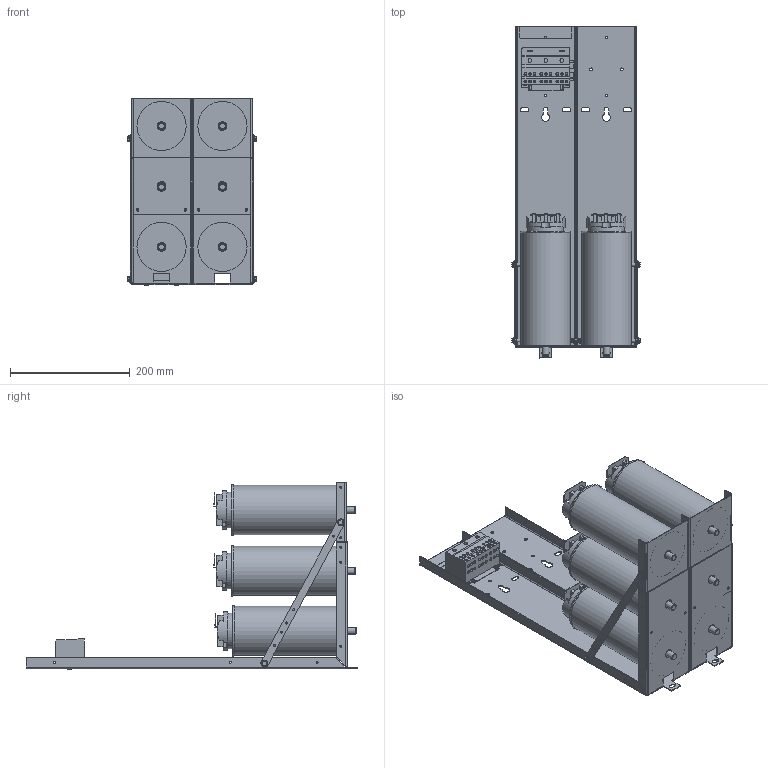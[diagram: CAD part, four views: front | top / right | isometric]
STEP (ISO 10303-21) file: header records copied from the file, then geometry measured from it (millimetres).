
FILE_DESCRIPTION(/* description */ (''),/* implementation_level */ '2;1');
FILE_NAME(/* name */ 'KPCUL060C64.stp',/* time_stamp */ '2020-06-29T15:17:44-05:00',/* author */ ('jnelson'),/* organization */ (''),/* preprocessor_version */ 'ST-DEVELOPER v17',/* originating_system */ 'Autodesk Inventor 2019',/* authorisation */ '');
FILE_SCHEMA (('AUTOMOTIVE_DESIGN { 1 0 10303 214 3 1 1 }'));
Length unit declared in the file: inch
Products named in the file (13): KPCUL060C64; MASTER 600V  ASSEMBLY 6 CAPS HOLE TRAY ALTECH 38073 (27934); 27938; 27937; 2555; 23910; 27934; 23837; 27943; 25441; 27791-A; 27945; 28568
Assembly tree (35 placements, depth 3):
  KPCUL060C64
    MASTER 600V  ASSEMBLY 6 CAPS HOLE TRAY ALTECH 38073 (27934)
      27943  x2
      27791-A  x3
      27938  x2
      27937
      2555  x2
      25441  x4
      27945  x2
      23910  x10
      27934
      23837
    28568  x6
Bounding box: 213.74 x 553.72 x 313.31 mm (x, y, z)
Volume: 6886194.3 mm3; surface area: 1008219.6 mm2
Topology: 34 solids, 34 shells, 1525 faces, 4104 edges, 2714 vertices
Faces by surface type: plane 1044, cylinder 411, torus 46, bspline 24
Full cylindrical faces by diameter (mm): 3.175 x10, 3.251 x36, 3.556 x27, 3.683 x2, 4.572 x36, 4.597 x4, 4.724 x2, 4.801 x8, 5.08 x18, 6.35 x12, 6.604 x3, 7.925 x10, 8.128 x18, 10.922 x6, 11.176 x3, 12.7 x2, 14.224 x8, 59.69 x6, 80.33 x6, 82.042 x6
Entity records: 23637 total; most frequent: CARTESIAN_POINT 7283, ORIENTED_EDGE 3316, DIRECTION 3123, EDGE_CURVE 1658, VERTEX_POINT 1105, AXIS2_PLACEMENT_3D 1097, LINE 929, VECTOR 929
